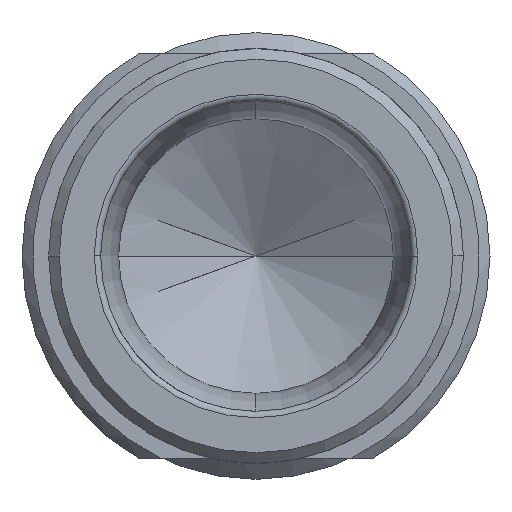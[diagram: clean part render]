
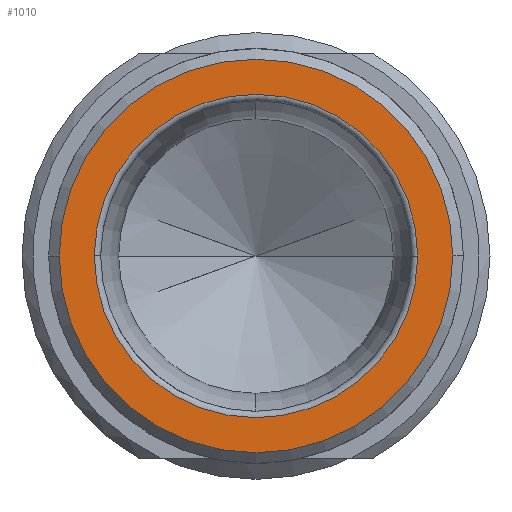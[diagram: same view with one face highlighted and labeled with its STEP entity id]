
A CAD part, left-side view. The second image highlights one B-rep face of the part: STEP entity #1010.
In plain terms, the highlighted planar face has unit normal (-1, 0, 0).
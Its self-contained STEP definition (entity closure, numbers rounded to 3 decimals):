
#216=CARTESIAN_POINT('',(-31.,0.,0.));
#217=DIRECTION('',(1.,0.,0.));
#218=DIRECTION('',(0.,1.,0.));
#219=AXIS2_PLACEMENT_3D('',#216,#217,#218);
#221=CARTESIAN_POINT('',(-31.,0.,0.));
#222=DIRECTION('',(1.,0.,0.));
#223=DIRECTION('',(0.,0.,1.));
#224=AXIS2_PLACEMENT_3D('',#221,#222,#223);
#226=CARTESIAN_POINT('',(-31.,0.,0.));
#227=DIRECTION('',(1.,0.,0.));
#228=DIRECTION('',(0.,-1.,0.));
#229=AXIS2_PLACEMENT_3D('',#226,#227,#228);
#231=CARTESIAN_POINT('',(-31.,0.,0.));
#232=DIRECTION('',(1.,0.,0.));
#233=DIRECTION('',(0.,0.,-1.));
#234=AXIS2_PLACEMENT_3D('',#231,#232,#233);
#236=CARTESIAN_POINT('',(-31.,0.,0.));
#237=DIRECTION('',(-1.,0.,0.));
#238=DIRECTION('',(0.,-1.,0.));
#239=AXIS2_PLACEMENT_3D('',#236,#237,#238);
#241=CARTESIAN_POINT('',(-31.,0.,0.));
#242=DIRECTION('',(-1.,0.,0.));
#243=DIRECTION('',(0.,1.,0.));
#244=AXIS2_PLACEMENT_3D('',#241,#242,#243);
#312=CARTESIAN_POINT('',(-31.,0.,0.));
#313=DIRECTION('',(1.,0.,0.));
#314=DIRECTION('',(0.,1.,0.));
#315=AXIS2_PLACEMENT_3D('',#312,#313,#314);
#340=CARTESIAN_POINT('',(-31.,0.,0.));
#341=DIRECTION('',(1.,0.,0.));
#342=DIRECTION('',(0.,-1.,0.));
#343=AXIS2_PLACEMENT_3D('',#340,#341,#342);
#624=CARTESIAN_POINT('',(-31.,0.,-9.25));
#625=CARTESIAN_POINT('',(-31.,9.25,0.));
#626=VERTEX_POINT('',#624);
#627=VERTEX_POINT('',#625);
#628=CARTESIAN_POINT('',(-31.,-9.25,0.));
#629=VERTEX_POINT('',#628);
#630=CARTESIAN_POINT('',(-31.,0.,9.25));
#631=VERTEX_POINT('',#630);
#632=CARTESIAN_POINT('',(-31.,-7.6,0.));
#633=CARTESIAN_POINT('',(-31.,7.599,0.104));
#634=VERTEX_POINT('',#632);
#635=VERTEX_POINT('',#633);
#636=CARTESIAN_POINT('',(-31.,7.6,0.));
#637=VERTEX_POINT('',#636);
#638=CARTESIAN_POINT('',(-31.,-7.599,-0.104));
#639=VERTEX_POINT('',#638);
#987=CARTESIAN_POINT('',(-31.,0.,0.));
#988=DIRECTION('',(-1.,0.,0.));
#989=DIRECTION('',(0.,1.,0.));
#990=AXIS2_PLACEMENT_3D('',#987,#988,#989);
#991=PLANE('',#990);
#993=ORIENTED_EDGE('',*,*,#992,.T.);
#995=ORIENTED_EDGE('',*,*,#994,.T.);
#996=ORIENTED_EDGE('',*,*,#976,.T.);
#997=ORIENTED_EDGE('',*,*,#974,.T.);
#998=EDGE_LOOP('',(#993,#995,#996,#997));
#999=FACE_OUTER_BOUND('',#998,.F.);
#1001=ORIENTED_EDGE('',*,*,#1000,.T.);
#1003=ORIENTED_EDGE('',*,*,#1002,.F.);
#1005=ORIENTED_EDGE('',*,*,#1004,.T.);
#1007=ORIENTED_EDGE('',*,*,#1006,.F.);
#1008=EDGE_LOOP('',(#1001,#1003,#1005,#1007));
#1009=FACE_BOUND('',#1008,.F.);
#1010=ADVANCED_FACE('',(#999,#1009),#991,.T.);
#220=CIRCLE('',#219,9.25);
#225=CIRCLE('',#224,9.25);
#230=CIRCLE('',#229,9.25);
#235=CIRCLE('',#234,9.25);
#240=CIRCLE('',#239,7.6);
#245=CIRCLE('',#244,7.6);
#316=CIRCLE('',#315,7.6);
#344=CIRCLE('',#343,7.6);
#974=EDGE_CURVE('',#626,#627,#235,.T.);
#976=EDGE_CURVE('',#629,#626,#230,.T.);
#992=EDGE_CURVE('',#627,#631,#220,.T.);
#994=EDGE_CURVE('',#631,#629,#225,.T.);
#1000=EDGE_CURVE('',#634,#635,#240,.T.);
#1002=EDGE_CURVE('',#637,#635,#316,.T.);
#1004=EDGE_CURVE('',#637,#639,#245,.T.);
#1006=EDGE_CURVE('',#634,#639,#344,.T.);
